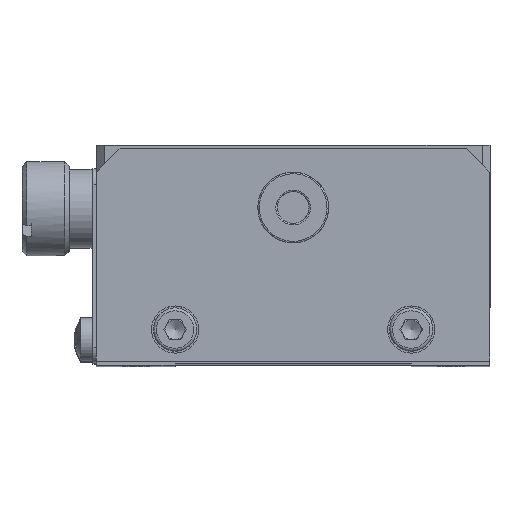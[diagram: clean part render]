
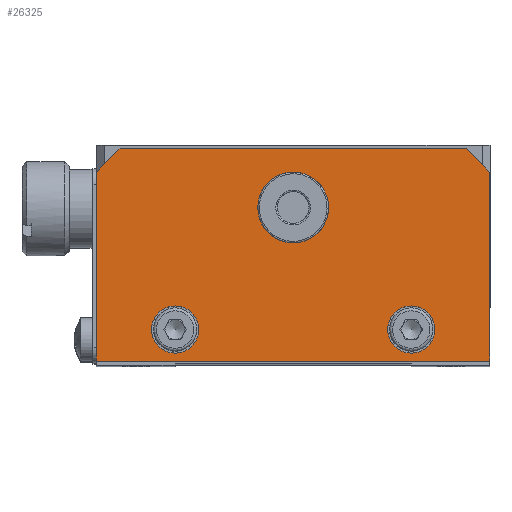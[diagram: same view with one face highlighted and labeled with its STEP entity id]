
A CAD part, top view. The second image highlights one B-rep face of the part: STEP entity #26325.
In plain terms, the highlighted planar face has unit normal (0, 0, 1).
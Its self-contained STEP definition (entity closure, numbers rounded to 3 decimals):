
#314 = EDGE_CURVE ( 'NONE', #22820, #8087, #6861, .T. ) ;
#681 = CARTESIAN_POINT ( 'NONE',  ( 66.771, 62.336, 96.268 ) ) ;
#756 = EDGE_CURVE ( 'NONE', #25781, #16143, #25475, .T. ) ;
#1070 = VECTOR ( 'NONE', #19911, 1000. ) ;
#1084 = ORIENTED_EDGE ( 'NONE', *, *, #21630, .F. ) ;
#1160 = CARTESIAN_POINT ( 'NONE',  ( 23.771, 58.336, 96.268 ) ) ;
#1182 = CARTESIAN_POINT ( 'NONE',  ( 48.771, 77.836, 96.268 ) ) ;
#1607 = CARTESIAN_POINT ( 'NONE',  ( 26.771, 85.336, 96.268 ) ) ;
#2226 = EDGE_LOOP ( 'NONE', ( #19508, #4190, #20157, #19976, #1084, #8581 ) ) ;
#2921 = ORIENTED_EDGE ( 'NONE', *, *, #15821, .F. ) ;
#3430 = ORIENTED_EDGE ( 'NONE', *, *, #15730, .F. ) ;
#3725 = FACE_BOUND ( 'NONE', #21667, .T. ) ;
#3879 = DIRECTION ( 'NONE',  ( -1., 0., 0. ) ) ;
#4065 = CARTESIAN_POINT ( 'NONE',  ( 70.771, 85.336, 96.268 ) ) ;
#4190 = ORIENTED_EDGE ( 'NONE', *, *, #756, .F. ) ;
#4524 = VECTOR ( 'NONE', #4531, 1000. ) ;
#4531 = DIRECTION ( 'NONE',  ( 0., 1., 0. ) ) ;
#5549 = DIRECTION ( 'NONE',  ( 0., 0., 1. ) ) ;
#6492 = VECTOR ( 'NONE', #25412, 1000. ) ;
#6861 = LINE ( 'NONE', #17485, #4524 ) ;
#7121 = CARTESIAN_POINT ( 'NONE',  ( 73.771, 58.336, 96.268 ) ) ;
#7517 = CARTESIAN_POINT ( 'NONE',  ( 23.771, 58.336, 96.268 ) ) ;
#7874 = DIRECTION ( 'NONE',  ( 1., 0., 0. ) ) ;
#8087 = VERTEX_POINT ( 'NONE', #16310 ) ;
#8223 = EDGE_CURVE ( 'NONE', #12360, #12360, #26031, .T. ) ;
#8311 = DIRECTION ( 'NONE',  ( 1., 0., 0. ) ) ;
#8581 = ORIENTED_EDGE ( 'NONE', *, *, #13368, .F. ) ;
#8732 = DIRECTION ( 'NONE',  ( 1., 0., 0. ) ) ;
#9396 = EDGE_LOOP ( 'NONE', ( #3430 ) ) ;
#9763 = AXIS2_PLACEMENT_3D ( 'NONE', #19351, #11057, #8732 ) ;
#9984 = AXIS2_PLACEMENT_3D ( 'NONE', #1182, #5549, #8311 ) ;
#10339 = DIRECTION ( 'NONE',  ( 0.707, 0.707, 0. ) ) ;
#10849 = CARTESIAN_POINT ( 'NONE',  ( 23.771, 58.336, 96.268 ) ) ;
#11057 = DIRECTION ( 'NONE',  ( 0., 0., 1. ) ) ;
#12068 = CARTESIAN_POINT ( 'NONE',  ( 36.771, 62.336, 96.268 ) ) ;
#12360 = VERTEX_POINT ( 'NONE', #12068 ) ;
#12615 = PLANE ( 'NONE',  #19188 ) ;
#13368 = EDGE_CURVE ( 'NONE', #22172, #15713, #18179, .T. ) ;
#14201 = EDGE_CURVE ( 'NONE', #8087, #25781, #27650, .T. ) ;
#14358 = VERTEX_POINT ( 'NONE', #681 ) ;
#14554 = CARTESIAN_POINT ( 'NONE',  ( 23.771, 85.336, 96.268 ) ) ;
#14635 = CIRCLE ( 'NONE', #22053, 3. ) ;
#14740 = VECTOR ( 'NONE', #17015, 1000. ) ;
#15136 = CARTESIAN_POINT ( 'NONE',  ( 70.771, 85.336, 96.268 ) ) ;
#15204 = FACE_BOUND ( 'NONE', #9396, .T. ) ;
#15713 = VERTEX_POINT ( 'NONE', #21253 ) ;
#15730 = EDGE_CURVE ( 'NONE', #22654, #22654, #24859, .T. ) ;
#15821 = EDGE_CURVE ( 'NONE', #14358, #14358, #14635, .T. ) ;
#16143 = VERTEX_POINT ( 'NONE', #15136 ) ;
#16232 = LINE ( 'NONE', #7517, #6492 ) ;
#16310 = CARTESIAN_POINT ( 'NONE',  ( 23.771, 82.336, 96.268 ) ) ;
#16589 = CARTESIAN_POINT ( 'NONE',  ( 63.771, 62.336, 96.268 ) ) ;
#17015 = DIRECTION ( 'NONE',  ( 1., 0., 0. ) ) ;
#17253 = FACE_BOUND ( 'NONE', #25233, .T. ) ;
#17485 = CARTESIAN_POINT ( 'NONE',  ( 23.771, 58.336, 96.268 ) ) ;
#17978 = ORIENTED_EDGE ( 'NONE', *, *, #8223, .F. ) ;
#18179 = LINE ( 'NONE', #7121, #1070 ) ;
#19188 = AXIS2_PLACEMENT_3D ( 'NONE', #10849, #26134, #3879 ) ;
#19349 = DIRECTION ( 'NONE',  ( 0., 0., 1. ) ) ;
#19351 = CARTESIAN_POINT ( 'NONE',  ( 33.771, 62.336, 96.268 ) ) ;
#19508 = ORIENTED_EDGE ( 'NONE', *, *, #23132, .F. ) ;
#19621 = DIRECTION ( 'NONE',  ( 0.707, -0.707, 0. ) ) ;
#19911 = DIRECTION ( 'NONE',  ( 0., -1., 0. ) ) ;
#19976 = ORIENTED_EDGE ( 'NONE', *, *, #314, .F. ) ;
#20157 = ORIENTED_EDGE ( 'NONE', *, *, #14201, .F. ) ;
#21253 = CARTESIAN_POINT ( 'NONE',  ( 73.771, 58.336, 96.268 ) ) ;
#21630 = EDGE_CURVE ( 'NONE', #15713, #22820, #16232, .T. ) ;
#21667 = EDGE_LOOP ( 'NONE', ( #17978 ) ) ;
#22053 = AXIS2_PLACEMENT_3D ( 'NONE', #16589, #19349, #7874 ) ;
#22172 = VERTEX_POINT ( 'NONE', #23338 ) ;
#22654 = VERTEX_POINT ( 'NONE', #23089 ) ;
#22820 = VERTEX_POINT ( 'NONE', #1160 ) ;
#23089 = CARTESIAN_POINT ( 'NONE',  ( 53.271, 77.836, 96.268 ) ) ;
#23132 = EDGE_CURVE ( 'NONE', #16143, #22172, #23853, .T. ) ;
#23338 = CARTESIAN_POINT ( 'NONE',  ( 73.771, 82.336, 96.268 ) ) ;
#23386 = VECTOR ( 'NONE', #10339, 1000. ) ;
#23657 = FACE_OUTER_BOUND ( 'NONE', #2226, .T. ) ;
#23720 = CARTESIAN_POINT ( 'NONE',  ( 23.771, 82.336, 96.268 ) ) ;
#23732 = VECTOR ( 'NONE', #19621, 1000. ) ;
#23853 = LINE ( 'NONE', #4065, #23732 ) ;
#24859 = CIRCLE ( 'NONE', #9984, 4.5 ) ;
#25233 = EDGE_LOOP ( 'NONE', ( #2921 ) ) ;
#25412 = DIRECTION ( 'NONE',  ( -1., 0., 0. ) ) ;
#25475 = LINE ( 'NONE', #14554, #14740 ) ;
#25781 = VERTEX_POINT ( 'NONE', #1607 ) ;
#26031 = CIRCLE ( 'NONE', #9763, 3. ) ;
#26134 = DIRECTION ( 'NONE',  ( 0., 0., -1. ) ) ;
#26325 = ADVANCED_FACE ( 'NONE', ( #23657, #17253, #3725, #15204 ), #12615, .F. ) ;
#27650 = LINE ( 'NONE', #23720, #23386 ) ;
